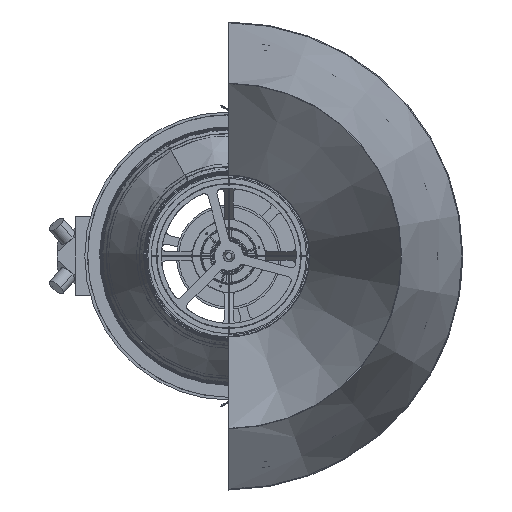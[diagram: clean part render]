
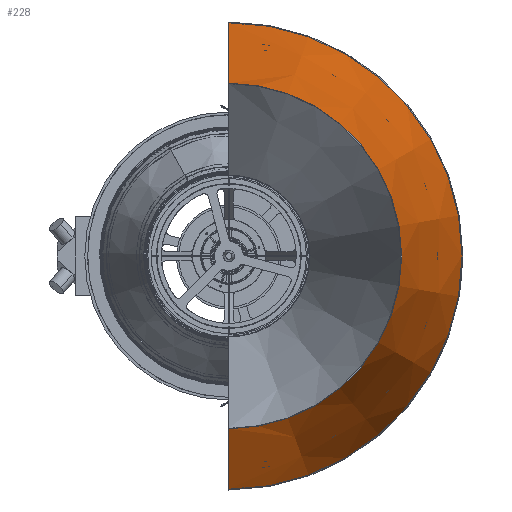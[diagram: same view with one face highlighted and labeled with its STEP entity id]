
A CAD part, left-side view. The second image highlights one B-rep face of the part: STEP entity #228.
In plain terms, the highlighted conical face has half-angle 11.917 degrees and reference radius 960.117 mm.
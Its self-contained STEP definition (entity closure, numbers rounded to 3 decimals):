
#176=CARTESIAN_POINT('Vertex',(859.05,-1295.689,0.)) ;
#179=CARTESIAN_POINT('Axis2P3D Location',(859.05,0.,0.)) ;
#183=CARTESIAN_POINT('Vertex',(859.05,1295.689,0.)) ;
#198=CARTESIAN_POINT('Axis2P3D Location',(-731.,0.,0.)) ;
#203=CARTESIAN_POINT('Line Origine',(64.025,-1127.903,0.)) ;
#207=CARTESIAN_POINT('Vertex',(-731.,-960.117,0.)) ;
#210=CARTESIAN_POINT('Axis2P3D Location',(-731.,0.,0.)) ;
#214=CARTESIAN_POINT('Vertex',(-731.,960.117,0.)) ;
#217=CARTESIAN_POINT('Line Origine',(64.025,1127.903,0.)) ;
#180=DIRECTION('Axis2P3D Direction',(-1.,0.,0.)) ;
#199=DIRECTION('Axis2P3D Direction',(1.,-0.,0.)) ;
#200=DIRECTION('Axis2P3D XDirection',(0.,-1.,0.)) ;
#204=DIRECTION('Vector Direction',(0.978,-0.206,0.)) ;
#211=DIRECTION('Axis2P3D Direction',(1.,-0.,0.)) ;
#218=DIRECTION('Vector Direction',(0.978,0.206,0.)) ;
#181=AXIS2_PLACEMENT_3D('Circle Axis2P3D',#179,#180,$) ;
#201=AXIS2_PLACEMENT_3D('Cone Axis2P3D',#198,#199,#200) ;
#212=AXIS2_PLACEMENT_3D('Circle Axis2P3D',#210,#211,$) ;
#223=ORIENTED_EDGE('',*,*,#209,.T.) ;
#224=ORIENTED_EDGE('',*,*,#216,.F.) ;
#225=ORIENTED_EDGE('',*,*,#221,.F.) ;
#226=ORIENTED_EDGE('',*,*,#185,.T.) ;
#205=VECTOR('Line Direction',#204,1.) ;
#219=VECTOR('Line Direction',#218,1.) ;
#228=ADVANCED_FACE('PartBody ( *SOL1 - wsp *MASTER -  )',(#227),#202,.T.) ;
#182=CIRCLE('generated circle',#181,1295.689) ;
#213=CIRCLE('generated circle',#212,960.117) ;
#202=CONICAL_SURFACE('Cone',#201,960.117,0.208) ;
#185=EDGE_CURVE('',#184,#177,#182,.T.) ;
#209=EDGE_CURVE('',#177,#208,#206,.F.) ;
#216=EDGE_CURVE('',#215,#208,#213,.F.) ;
#221=EDGE_CURVE('',#184,#215,#220,.F.) ;
#222=EDGE_LOOP('',(#223,#224,#225,#226)) ;
#227=FACE_OUTER_BOUND('',#222,.T.) ;
#206=LINE('Line',#203,#205) ;
#220=LINE('Line',#217,#219) ;
#177=VERTEX_POINT('',#176) ;
#184=VERTEX_POINT('',#183) ;
#208=VERTEX_POINT('',#207) ;
#215=VERTEX_POINT('',#214) ;
